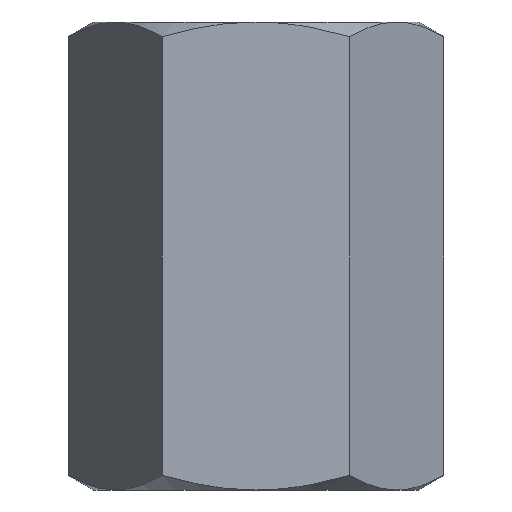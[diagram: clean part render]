
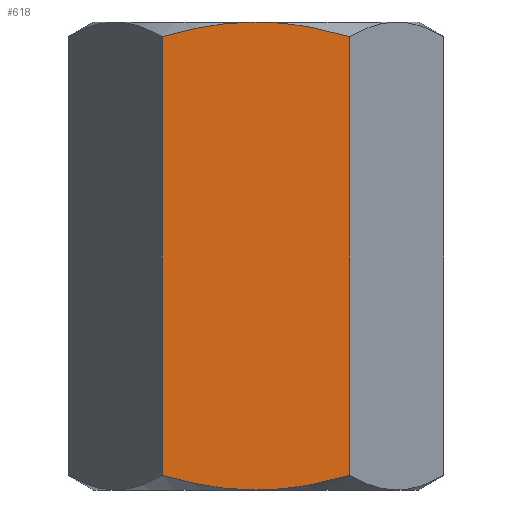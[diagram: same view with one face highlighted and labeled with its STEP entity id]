
A CAD part, front view. The second image highlights one B-rep face of the part: STEP entity #618.
In plain terms, the highlighted planar face has unit normal (0, -1, 0).
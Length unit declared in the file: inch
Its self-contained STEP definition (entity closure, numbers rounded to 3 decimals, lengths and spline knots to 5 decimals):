
#86=CARTESIAN_POINT('',(-0.10825,-0.1875,0.52325));
#95=CARTESIAN_POINT('',(-0.10825,-0.1875,0.01675));
#131=CARTESIAN_POINT('',(0.10825,-0.1875,0.52325));
#132=CARTESIAN_POINT('',(0.10059,-0.1875,0.52546));
#133=CARTESIAN_POINT('',(0.08552,-0.1875,0.52946));
#134=CARTESIAN_POINT('',(0.06384,-0.1875,0.5341));
#135=CARTESIAN_POINT('',(0.04249,-0.1875,0.53747));
#136=CARTESIAN_POINT('',(0.02125,-0.1875,0.53954));
#137=CARTESIAN_POINT('',(0.00708,-0.1875,0.54));
#138=CARTESIAN_POINT('',(0.,-0.1875,0.54));
#140=CARTESIAN_POINT('',(0.10825,-0.1875,0.01675));
#141=CARTESIAN_POINT('',(0.10059,-0.1875,0.01454));
#142=CARTESIAN_POINT('',(0.08552,-0.1875,0.01054));
#143=CARTESIAN_POINT('',(0.06384,-0.1875,0.0059));
#144=CARTESIAN_POINT('',(0.04249,-0.1875,0.00253));
#145=CARTESIAN_POINT('',(0.02125,-0.1875,0.00046));
#146=CARTESIAN_POINT('',(0.00708,-0.1875,0.));
#147=CARTESIAN_POINT('',(0.,-0.1875,0.));
#149=CARTESIAN_POINT('',(0.,-0.1875,0.));
#150=CARTESIAN_POINT('',(-0.00708,-0.1875,0.));
#151=CARTESIAN_POINT('',(-0.02125,-0.1875,0.00047));
#152=CARTESIAN_POINT('',(-0.0425,-0.1875,0.00253));
#153=CARTESIAN_POINT('',(-0.06385,-0.1875,0.0059));
#154=CARTESIAN_POINT('',(-0.08552,-0.1875,0.01054));
#155=CARTESIAN_POINT('',(-0.10059,-0.1875,0.01454));
#156=CARTESIAN_POINT('',(-0.10825,-0.1875,0.01675));
#158=DIRECTION('',(0.,0.,1.));
#159=VECTOR('',#158,0.50651);
#160=CARTESIAN_POINT('',(-0.10825,-0.1875,0.01675));
#161=LINE('',#160,#159);
#162=CARTESIAN_POINT('',(0.,-0.1875,0.54));
#163=CARTESIAN_POINT('',(-0.00708,-0.1875,0.54));
#164=CARTESIAN_POINT('',(-0.02125,-0.1875,0.53953));
#165=CARTESIAN_POINT('',(-0.0425,-0.1875,0.53747));
#166=CARTESIAN_POINT('',(-0.06385,-0.1875,0.5341));
#167=CARTESIAN_POINT('',(-0.08552,-0.1875,0.52946));
#168=CARTESIAN_POINT('',(-0.10059,-0.1875,0.52546));
#169=CARTESIAN_POINT('',(-0.10825,-0.1875,0.52325));
#198=DIRECTION('',(0.,0.,1.));
#199=VECTOR('',#198,0.50651);
#200=CARTESIAN_POINT('',(0.10825,-0.1875,0.01675));
#201=LINE('',#200,#199);
#361=VERTEX_POINT('',#86);
#363=VERTEX_POINT('',#95);
#365=VERTEX_POINT('',#131);
#366=VERTEX_POINT('',#138);
#367=VERTEX_POINT('',#140);
#368=VERTEX_POINT('',#147);
#603=CARTESIAN_POINT('',(-0.10825,-0.1875,0.));
#604=DIRECTION('',(0.,-1.,0.));
#605=DIRECTION('',(1.,0.,0.));
#606=AXIS2_PLACEMENT_3D('',#603,#604,#605);
#607=PLANE('',#606);
#608=ORIENTED_EDGE('',*,*,#540,.F.);
#610=ORIENTED_EDGE('',*,*,#609,.F.);
#612=ORIENTED_EDGE('',*,*,#611,.T.);
#613=ORIENTED_EDGE('',*,*,#443,.T.);
#614=ORIENTED_EDGE('',*,*,#526,.T.);
#615=ORIENTED_EDGE('',*,*,#557,.F.);
#616=EDGE_LOOP('',(#608,#610,#612,#613,#614,#615));
#617=FACE_OUTER_BOUND('',#616,.F.);
#618=ADVANCED_FACE('',(#617),#607,.T.);
#139=B_SPLINE_CURVE_WITH_KNOTS('',3,(#131,#132,#133,#134,#135,#136,#137,#138),
.UNSPECIFIED.,.F.,.F.,(4,1,1,1,1,4),(0.,0.2,0.4,0.6,0.8,1.),
.UNSPECIFIED.);
#148=B_SPLINE_CURVE_WITH_KNOTS('',3,(#140,#141,#142,#143,#144,#145,#146,#147),
.UNSPECIFIED.,.F.,.F.,(4,1,1,1,1,4),(0.,0.2,0.4,0.6,0.8,1.),
.UNSPECIFIED.);
#157=B_SPLINE_CURVE_WITH_KNOTS('',3,(#149,#150,#151,#152,#153,#154,#155,#156),
.UNSPECIFIED.,.F.,.F.,(4,1,1,1,1,4),(0.,0.2,0.4,0.6,0.8,1.),
.UNSPECIFIED.);
#170=B_SPLINE_CURVE_WITH_KNOTS('',3,(#162,#163,#164,#165,#166,#167,#168,#169),
.UNSPECIFIED.,.F.,.F.,(4,1,1,1,1,4),(0.,0.2,0.4,0.6,0.8,1.),
.UNSPECIFIED.);
#443=EDGE_CURVE('',#368,#363,#157,.T.);
#526=EDGE_CURVE('',#363,#361,#161,.T.);
#540=EDGE_CURVE('',#365,#366,#139,.T.);
#557=EDGE_CURVE('',#366,#361,#170,.T.);
#609=EDGE_CURVE('',#367,#365,#201,.T.);
#611=EDGE_CURVE('',#367,#368,#148,.T.);
